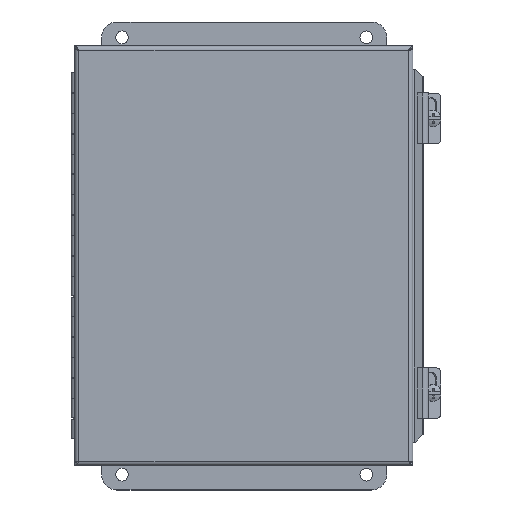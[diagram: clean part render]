
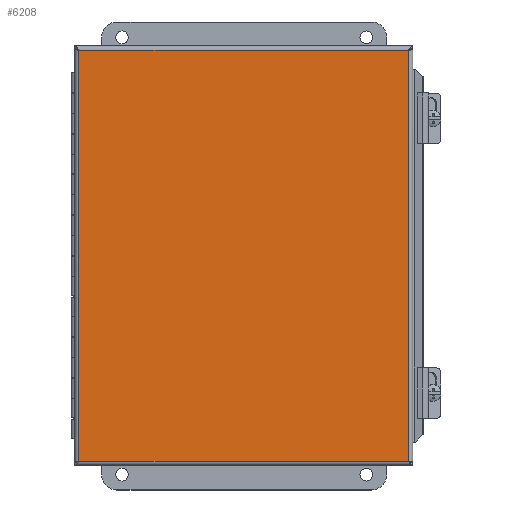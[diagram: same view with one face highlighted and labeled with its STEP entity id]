
A CAD part, top view. The second image highlights one B-rep face of the part: STEP entity #6208.
In plain terms, the highlighted face is planar.
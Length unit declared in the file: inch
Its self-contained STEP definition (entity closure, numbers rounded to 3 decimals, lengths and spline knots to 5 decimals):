
#377=PLANE('',#6920);
#721=FACE_OUTER_BOUND('',#1110,.T.);
#1110=EDGE_LOOP('',(#5079,#5080,#5081,#5082));
#1623=LINE('',#10608,#2193);
#1640=LINE('',#10740,#2210);
#1671=LINE('',#10891,#2241);
#1672=LINE('',#10894,#2242);
#2193=VECTOR('',#8109,0.3937);
#2210=VECTOR('',#8136,0.3937);
#2241=VECTOR('',#8219,0.3937);
#2242=VECTOR('',#8224,0.3937);
#2872=VERTEX_POINT('',#10377);
#2895=VERTEX_POINT('',#10520);
#2902=VERTEX_POINT('',#10607);
#2906=VERTEX_POINT('',#10654);
#3609=EDGE_CURVE('',#2902,#2895,#1623,.T.);
#3632=EDGE_CURVE('',#2872,#2906,#1640,.T.);
#3670=EDGE_CURVE('',#2895,#2872,#1671,.T.);
#3671=EDGE_CURVE('',#2906,#2902,#1672,.T.);
#5079=ORIENTED_EDGE('',*,*,#3609,.T.);
#5080=ORIENTED_EDGE('',*,*,#3670,.T.);
#5081=ORIENTED_EDGE('',*,*,#3632,.T.);
#5082=ORIENTED_EDGE('',*,*,#3671,.T.);
#6208=ADVANCED_FACE('',(#721),#377,.F.);
#6920=AXIS2_PLACEMENT_3D('',#10895,#8225,#8226);
#8109=DIRECTION('',(0.,-1.,0.));
#8136=DIRECTION('',(0.,1.,0.));
#8219=DIRECTION('',(-1.,0.,0.));
#8224=DIRECTION('',(1.,0.,0.));
#8225=DIRECTION('center_axis',(0.,0.,1.));
#8226=DIRECTION('ref_axis',(1.,0.,0.));
#10377=CARTESIAN_POINT('',(0.10525,0.10525,0.));
#10520=CARTESIAN_POINT('',(8.20725,0.10525,0.));
#10607=CARTESIAN_POINT('',(8.20725,10.20725,0.));
#10608=CARTESIAN_POINT('',(8.20725,7.68175,0.));
#10654=CARTESIAN_POINT('',(0.10525,10.20725,0.));
#10740=CARTESIAN_POINT('',(0.10525,2.63075,0.));
#10891=CARTESIAN_POINT('',(6.18175,0.10525,0.));
#10894=CARTESIAN_POINT('',(2.13075,10.20725,0.));
#10895=CARTESIAN_POINT('Origin',(4.15625,5.15625,0.));
